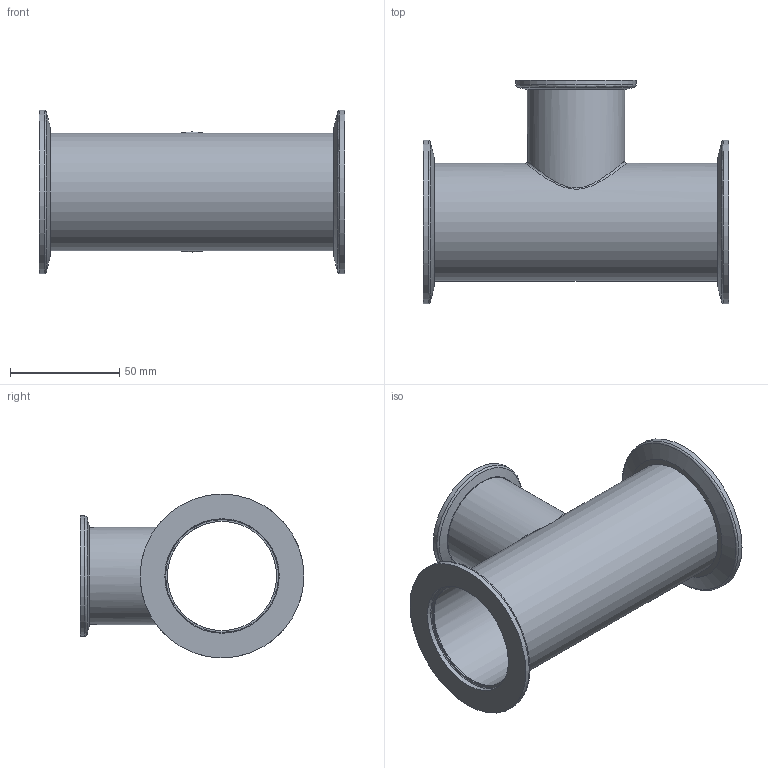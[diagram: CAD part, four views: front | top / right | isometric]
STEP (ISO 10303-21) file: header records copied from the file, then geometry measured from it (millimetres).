
FILE_DESCRIPTION (( 'STEP AP214' ), '1' );
FILE_NAME ('FULLVAC TR1KF5040.STEP', '2019-04-05T14:17:06', ( '' ), ( '' ), 'SwSTEP 2.0', 'SolidWorks 2017', '' );
FILE_SCHEMA (( 'AUTOMOTIVE_DESIGN' ));
Length unit declared in the file: millimetre
Products named in the file (4): 2^FULLVAC TR1KF5040; 1^FULLVAC TR1KF5040; 3^FULLVAC TR1KF5040; FULLVAC TR1KF5040
Assembly tree (4 placements, depth 2):
  FULLVAC TR1KF5040
    1^FULLVAC TR1KF5040
    2^FULLVAC TR1KF5040  x2
    3^FULLVAC TR1KF5040
Bounding box: 140 x 102.5 x 75 mm (x, y, z)
Volume: 74307.1 mm3; surface area: 68910.6 mm2
Topology: 4 solids, 4 shells, 41 faces, 84 edges, 55 vertices
Faces by surface type: cylinder 16, plane 14, bspline 8, cone 3
Full cylindrical faces by diameter (mm): 40.5 x2, 41.2 x1, 44.5 x1, 44.7 x1, 50 x3, 52.4 x2, 54 x1, 54.1 x2, 55 x1, 75 x2
Entity records: 3027 total; most frequent: CARTESIAN_POINT 2041, DIRECTION 114, ORIENTED_EDGE 62, EDGE_LOOP 62, AXIS2_PLACEMENT_3D 57, FACE_OUTER_BOUND 48, UNCERTAINTY_MEASURE_WITH_UNIT 40, SURFACE_SIDE_STYLE 36
